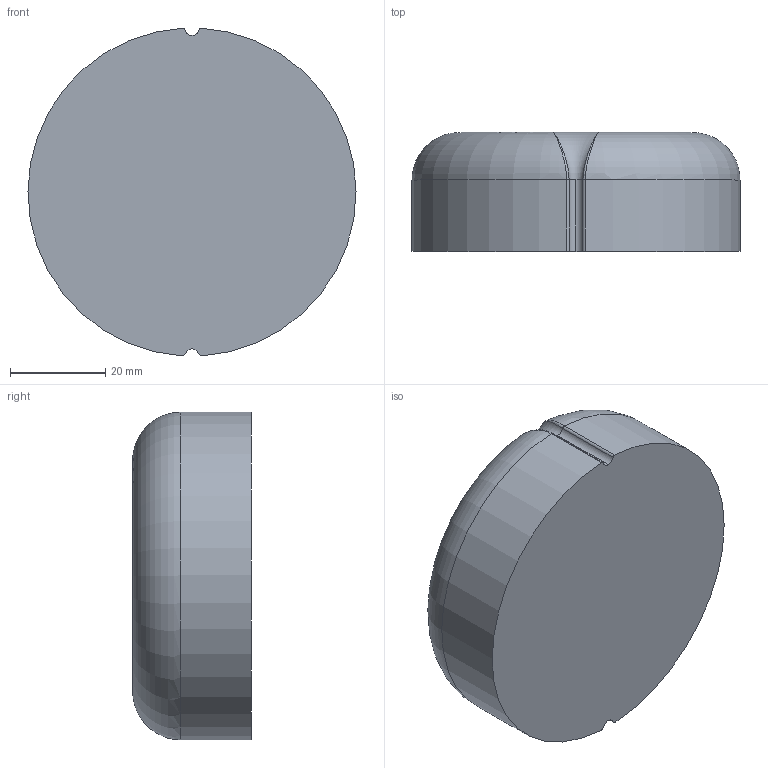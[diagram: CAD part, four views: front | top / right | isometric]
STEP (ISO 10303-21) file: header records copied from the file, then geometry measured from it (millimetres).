
FILE_DESCRIPTION (( 'STEP AP214' ), '1' );
FILE_NAME ('Body_Power_45mm.STEP', '2021-08-13T00:36:40', ( '' ), ( '' ), 'SwSTEP 2.0', 'SolidWorks 2020', '' );
FILE_SCHEMA (( 'AUTOMOTIVE_DESIGN' ));
Length unit declared in the file: millimetre
Products named in the file (1): Body_Power_45mm
Bounding box: 69 x 25 x 68.87 mm (x, y, z)
Volume: 49794.1 mm3; surface area: 17244 mm2
Topology: 1 solids, 1 shells, 167 faces, 484 edges, 316 vertices
Faces by surface type: plane 111, cylinder 47, torus 5, bspline 4
Entity records: 5961 total; most frequent: CARTESIAN_POINT 1484, ORIENTED_EDGE 960, DIRECTION 901, EDGE_CURVE 480, VECTOR 371, LINE 371, VERTEX_POINT 316, AXIS2_PLACEMENT_3D 265
